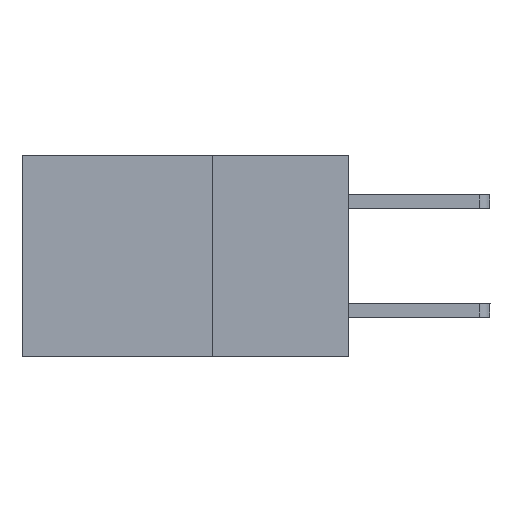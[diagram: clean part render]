
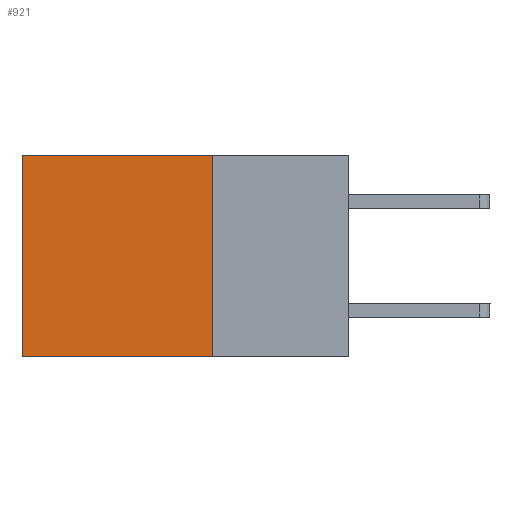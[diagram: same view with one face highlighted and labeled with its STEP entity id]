
A CAD part, left-side view. The second image highlights one B-rep face of the part: STEP entity #921.
In plain terms, the highlighted planar face has unit normal (-1, 0, 0).
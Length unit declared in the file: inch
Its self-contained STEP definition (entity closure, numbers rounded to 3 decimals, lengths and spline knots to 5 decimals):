
#921 = ADVANCED_FACE ( 'NONE', ( #4269 ), #2204, .F. ) ;
#924 = CARTESIAN_POINT ( 'NONE',  ( 0.298, 0.25, -0.37 ) ) ;
#1051 = CARTESIAN_POINT ( 'NONE',  ( 0.298, 0.25, 0. ) ) ;
#1073 = CARTESIAN_POINT ( 'NONE',  ( 0.298, 0.6, 0. ) ) ;
#1143 = EDGE_CURVE ( 'NONE', #9054, #8855, #1467, .T. ) ;
#1451 = DIRECTION ( 'NONE',  ( 0., 0., -1. ) ) ;
#1467 = LINE ( 'NONE', #1051, #8401 ) ;
#1497 = LINE ( 'NONE', #8134, #9841 ) ;
#1527 = CARTESIAN_POINT ( 'NONE',  ( 0.298, 0.6, 0. ) ) ;
#1648 = VECTOR ( 'NONE', #1451, 39.37008 ) ;
#1845 = DIRECTION ( 'NONE',  ( 0., 1., 0. ) ) ;
#2204 = PLANE ( 'NONE',  #2475 ) ;
#2475 = AXIS2_PLACEMENT_3D ( 'NONE', #4882, #8433, #6678 ) ;
#2793 = ORIENTED_EDGE ( 'NONE', *, *, #6029, .F. ) ;
#4269 = FACE_OUTER_BOUND ( 'NONE', #8180, .T. ) ;
#4882 = CARTESIAN_POINT ( 'NONE',  ( 0.298, 0.25, 0. ) ) ;
#4909 = VECTOR ( 'NONE', #1845, 39.37008 ) ;
#5123 = ORIENTED_EDGE ( 'NONE', *, *, #7046, .T. ) ;
#5235 = ORIENTED_EDGE ( 'NONE', *, *, #7747, .T. ) ;
#5452 = LINE ( 'NONE', #1527, #1648 ) ;
#5788 = CARTESIAN_POINT ( 'NONE',  ( 0.298, 0.6, -0.37 ) ) ;
#6029 = EDGE_CURVE ( 'NONE', #8855, #8057, #6067, .T. ) ;
#6067 = LINE ( 'NONE', #924, #4909 ) ;
#6678 = DIRECTION ( 'NONE',  ( 0., 0., -1. ) ) ;
#7046 = EDGE_CURVE ( 'NONE', #11676, #8057, #5452, .T. ) ;
#7747 = EDGE_CURVE ( 'NONE', #9054, #11676, #1497, .T. ) ;
#8057 = VERTEX_POINT ( 'NONE', #5788 ) ;
#8134 = CARTESIAN_POINT ( 'NONE',  ( 0.298, 0.25, 0. ) ) ;
#8180 = EDGE_LOOP ( 'NONE', ( #5123, #2793, #8898, #5235 ) ) ;
#8214 = DIRECTION ( 'NONE',  ( 0., 1., 0. ) ) ;
#8401 = VECTOR ( 'NONE', #9190, 39.37008 ) ;
#8433 = DIRECTION ( 'NONE',  ( 1., 0., 0. ) ) ;
#8855 = VERTEX_POINT ( 'NONE', #10850 ) ;
#8898 = ORIENTED_EDGE ( 'NONE', *, *, #1143, .F. ) ;
#9054 = VERTEX_POINT ( 'NONE', #9358 ) ;
#9190 = DIRECTION ( 'NONE',  ( 0., 0., -1. ) ) ;
#9358 = CARTESIAN_POINT ( 'NONE',  ( 0.298, 0.25, 0. ) ) ;
#9841 = VECTOR ( 'NONE', #8214, 39.37008 ) ;
#10850 = CARTESIAN_POINT ( 'NONE',  ( 0.298, 0.25, -0.37 ) ) ;
#11676 = VERTEX_POINT ( 'NONE', #1073 ) ;
